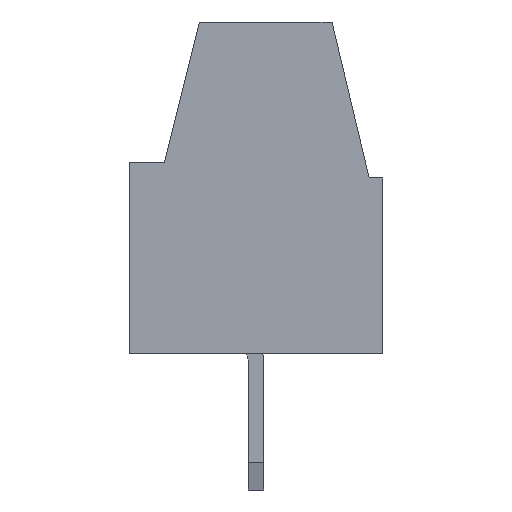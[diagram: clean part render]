
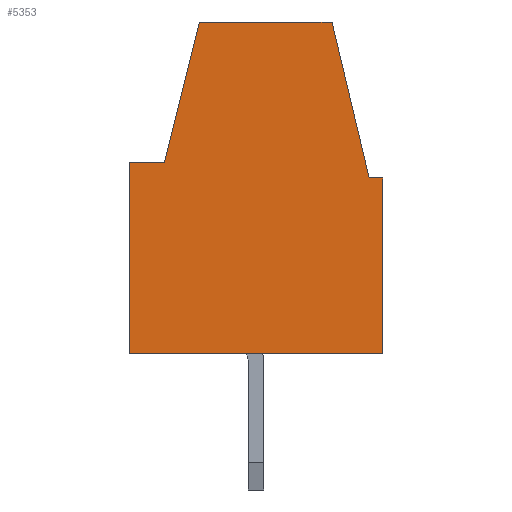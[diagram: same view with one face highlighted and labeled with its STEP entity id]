
A CAD part, left-side view. The second image highlights one B-rep face of the part: STEP entity #5353.
In plain terms, the highlighted planar face has unit normal (-1, 0, 0).
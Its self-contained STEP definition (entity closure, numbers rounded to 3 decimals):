
#675=ORIENTED_EDGE('',*,*,#2101,.T.);
#676=ORIENTED_EDGE('',*,*,#1714,.T.);
#677=ORIENTED_EDGE('',*,*,#2104,.T.);
#678=ORIENTED_EDGE('',*,*,#2109,.T.);
#679=ORIENTED_EDGE('',*,*,#2124,.T.);
#680=ORIENTED_EDGE('',*,*,#1732,.T.);
#681=ORIENTED_EDGE('',*,*,#1875,.T.);
#682=ORIENTED_EDGE('',*,*,#2127,.T.);
#1714=EDGE_CURVE('',#2479,#2480,#2982,.T.);
#1732=EDGE_CURVE('',#2496,#2497,#2997,.T.);
#1875=EDGE_CURVE('',#2497,#2632,#3140,.T.);
#2101=EDGE_CURVE('',#2811,#2479,#3354,.T.);
#2104=EDGE_CURVE('',#2480,#2813,#3357,.T.);
#2109=EDGE_CURVE('',#2813,#2815,#3362,.T.);
#2124=EDGE_CURVE('',#2815,#2496,#3377,.T.);
#2127=EDGE_CURVE('',#2632,#2811,#3380,.T.);
#2479=VERTEX_POINT('',#7702);
#2480=VERTEX_POINT('',#7703);
#2496=VERTEX_POINT('',#7739);
#2497=VERTEX_POINT('',#7740);
#2632=VERTEX_POINT('',#8024);
#2811=VERTEX_POINT('',#8467);
#2813=VERTEX_POINT('',#8473);
#2815=VERTEX_POINT('',#8480);
#2982=LINE('',#7701,#3685);
#2997=LINE('',#7738,#3700);
#3140=LINE('',#8023,#3843);
#3354=LINE('',#8466,#4057);
#3357=LINE('',#8472,#4060);
#3362=LINE('',#8481,#4065);
#3377=LINE('',#8506,#4080);
#3380=LINE('',#8511,#4083);
#3685=VECTOR('',#6300,1000.);
#3700=VECTOR('',#6325,1000.);
#3843=VECTOR('',#6480,1000.);
#4057=VECTOR('',#6794,1000.);
#4060=VECTOR('',#6799,1000.);
#4065=VECTOR('',#6806,1000.);
#4080=VECTOR('',#6823,1000.);
#4083=VECTOR('',#6828,1000.);
#4468=EDGE_LOOP('',(#675,#676,#677,#678,#679,#680,#681,#682));
#4797=FACE_BOUND('',#4468,.T.);
#5096=PLANE('',#6004);
#5353=ADVANCED_FACE('',(#4797),#5096,.T.);
#6004=AXIS2_PLACEMENT_3D('',#8514,#6832,#6833);
#6300=DIRECTION('',(0.,1.,0.));
#6325=DIRECTION('',(0.,-1.,0.));
#6480=DIRECTION('',(0.,0.,1.));
#6794=DIRECTION('',(0.,0.231,0.973));
#6799=DIRECTION('',(0.,0.243,-0.97));
#6806=DIRECTION('',(0.,1.,0.));
#6823=DIRECTION('',(0.,0.,-1.));
#6828=DIRECTION('',(0.,1.,0.));
#6832=DIRECTION('',(-1.,0.,0.));
#6833=DIRECTION('',(0.,0.,1.));
#7701=CARTESIAN_POINT('',(-6.55,-1.95,6.05));
#7702=CARTESIAN_POINT('',(-6.55,-1.95,6.05));
#7703=CARTESIAN_POINT('',(-6.55,1.45,6.05));
#7738=CARTESIAN_POINT('',(-6.55,3.25,-2.45));
#7739=CARTESIAN_POINT('',(-6.55,3.25,-2.45));
#7740=CARTESIAN_POINT('',(-6.55,-3.25,-2.45));
#8023=CARTESIAN_POINT('',(-6.55,-3.25,-2.45));
#8024=CARTESIAN_POINT('',(-6.55,-3.25,2.05));
#8466=CARTESIAN_POINT('',(-6.55,-2.9,2.05));
#8467=CARTESIAN_POINT('',(-6.55,-2.9,2.05));
#8472=CARTESIAN_POINT('',(-6.55,1.45,6.05));
#8473=CARTESIAN_POINT('',(-6.55,2.35,2.45));
#8480=CARTESIAN_POINT('',(-6.55,3.25,2.45));
#8481=CARTESIAN_POINT('',(-6.55,2.35,2.45));
#8506=CARTESIAN_POINT('',(-6.55,3.25,2.45));
#8511=CARTESIAN_POINT('',(-6.55,-3.25,2.05));
#8514=CARTESIAN_POINT('',(-6.55,0.,0.));
